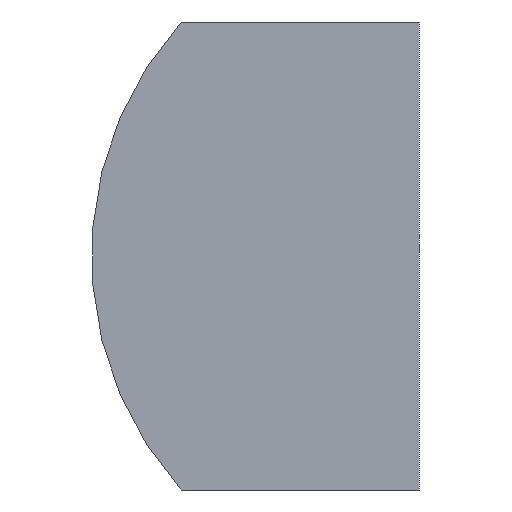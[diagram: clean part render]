
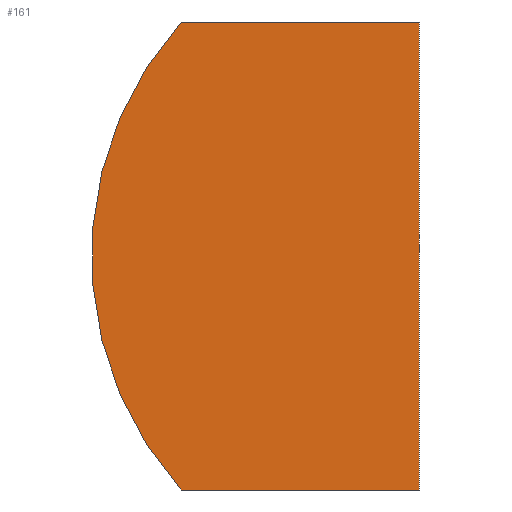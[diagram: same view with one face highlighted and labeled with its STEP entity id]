
A CAD part, front view. The second image highlights one B-rep face of the part: STEP entity #161.
In plain terms, the highlighted planar face has unit normal (0, -1, 0).
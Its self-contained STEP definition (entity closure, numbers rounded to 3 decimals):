
#1 = PLANE ( 'NONE',  #70 ) ;
#6 = DIRECTION ( 'NONE',  ( 0., 1., 0. ) ) ;
#7 = CARTESIAN_POINT ( 'NONE',  ( 0., 0., 4. ) ) ;
#9 = DIRECTION ( 'NONE',  ( 0., 0., 1. ) ) ;
#10 = ORIENTED_EDGE ( 'NONE', *, *, #201, .F. ) ;
#14 = VECTOR ( 'NONE', #162, 1000. ) ;
#16 = EDGE_CURVE ( 'NONE', #37, #117, #151, .T. ) ;
#19 = CARTESIAN_POINT ( 'NONE',  ( 0., 0., 0. ) ) ;
#27 = ORIENTED_EDGE ( 'NONE', *, *, #71, .F. ) ;
#32 = VERTEX_POINT ( 'NONE', #148 ) ;
#33 = VERTEX_POINT ( 'NONE', #149 ) ;
#34 = CARTESIAN_POINT ( 'NONE',  ( 0.2, 0., 2. ) ) ;
#37 = VERTEX_POINT ( 'NONE', #145 ) ;
#38 = VECTOR ( 'NONE', #102, 1000. ) ;
#70 = AXIS2_PLACEMENT_3D ( 'NONE', #115, #6, #9 ) ;
#71 = EDGE_CURVE ( 'NONE', #33, #37, #113, .T. ) ;
#73 = AXIS2_PLACEMENT_3D ( 'NONE', #34, #192, #134 ) ;
#91 = EDGE_LOOP ( 'NONE', ( #10, #190, #27, #99 ) ) ;
#99 = ORIENTED_EDGE ( 'NONE', *, *, #180, .F. ) ;
#101 = CARTESIAN_POINT ( 'NONE',  ( 0., 0., 0. ) ) ;
#102 = DIRECTION ( 'NONE',  ( -1., 0., 0. ) ) ;
#108 = FACE_OUTER_BOUND ( 'NONE', #91, .T. ) ;
#113 = LINE ( 'NONE', #7, #14 ) ;
#115 = CARTESIAN_POINT ( 'NONE',  ( 0.2, 0., 2. ) ) ;
#117 = VERTEX_POINT ( 'NONE', #19 ) ;
#134 = DIRECTION ( 'NONE',  ( 0., 0., 1. ) ) ;
#138 = DIRECTION ( 'NONE',  ( 0., 0., -1. ) ) ;
#142 = CIRCLE ( 'NONE', #73, 3. ) ;
#145 = CARTESIAN_POINT ( 'NONE',  ( 0., 0., 4. ) ) ;
#147 = CARTESIAN_POINT ( 'NONE',  ( 0., 0., 0. ) ) ;
#148 = CARTESIAN_POINT ( 'NONE',  ( -2.036, 0., 0. ) ) ;
#149 = CARTESIAN_POINT ( 'NONE',  ( -2.036, 0., 4. ) ) ;
#151 = LINE ( 'NONE', #147, #169 ) ;
#161 = ADVANCED_FACE ( 'NONE', ( #108 ), #1, .F. ) ;
#162 = DIRECTION ( 'NONE',  ( 1., 0., 0. ) ) ;
#169 = VECTOR ( 'NONE', #138, 1000. ) ;
#180 = EDGE_CURVE ( 'NONE', #32, #33, #142, .T. ) ;
#190 = ORIENTED_EDGE ( 'NONE', *, *, #16, .F. ) ;
#192 = DIRECTION ( 'NONE',  ( 0., 1., 0. ) ) ;
#201 = EDGE_CURVE ( 'NONE', #117, #32, #203, .T. ) ;
#203 = LINE ( 'NONE', #101, #38 ) ;
